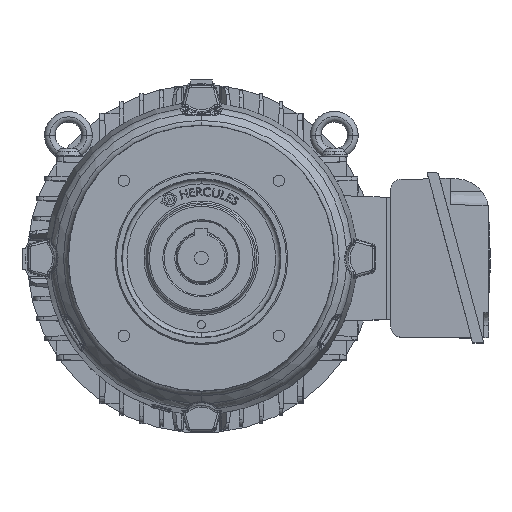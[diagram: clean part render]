
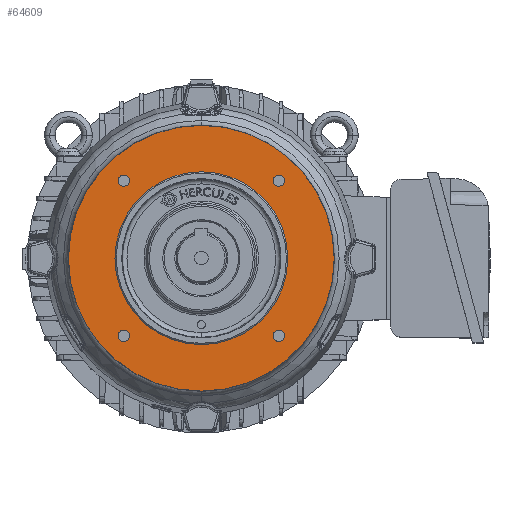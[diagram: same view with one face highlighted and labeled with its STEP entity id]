
A CAD part, top view. The second image highlights one B-rep face of the part: STEP entity #64609.
In plain terms, the highlighted planar face has unit normal (0, 0, 1).
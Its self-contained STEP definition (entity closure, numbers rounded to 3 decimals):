
#372 = AXIS2_PLACEMENT_3D ( 'NONE', #41187, #54868, #21938 ) ;
#709 = CIRCLE ( 'NONE', #6119, 4.25 ) ;
#1008 = ORIENTED_EDGE ( 'NONE', *, *, #72229, .F. ) ;
#1009 = ORIENTED_EDGE ( 'NONE', *, *, #37321, .F. ) ;
#1396 = VERTEX_POINT ( 'NONE', #8672 ) ;
#2462 = EDGE_CURVE ( 'NONE', #74125, #81083, #55033, .T. ) ;
#2501 = VERTEX_POINT ( 'NONE', #73278 ) ;
#3874 = VERTEX_POINT ( 'NONE', #14156 ) ;
#4614 = CARTESIAN_POINT ( 'NONE',  ( 58.336, 58.336, 62.5 ) ) ;
#5526 = ORIENTED_EDGE ( 'NONE', *, *, #2462, .F. ) ;
#6119 = AXIS2_PLACEMENT_3D ( 'NONE', #4614, #24284, #49931 ) ;
#6322 = DIRECTION ( 'NONE',  ( 1., 0., 0. ) ) ;
#6540 = CARTESIAN_POINT ( 'NONE',  ( 0., 0., 62.5 ) ) ;
#6571 = AXIS2_PLACEMENT_3D ( 'NONE', #30730, #43512, #30299 ) ;
#8390 = CIRCLE ( 'NONE', #11141, 4.25 ) ;
#8672 = CARTESIAN_POINT ( 'NONE',  ( 0., -99.97, 62.5 ) ) ;
#9508 = DIRECTION ( 'NONE',  ( 1., 0., 0. ) ) ;
#9577 = ORIENTED_EDGE ( 'NONE', *, *, #72179, .F. ) ;
#11141 = AXIS2_PLACEMENT_3D ( 'NONE', #44841, #32888, #71829 ) ;
#11688 = ORIENTED_EDGE ( 'NONE', *, *, #18874, .F. ) ;
#13650 = DIRECTION ( 'NONE',  ( 0., 0., 1. ) ) ;
#14156 = CARTESIAN_POINT ( 'NONE',  ( 62.586, -58.336, 62.5 ) ) ;
#14184 = DIRECTION ( 'NONE',  ( 1., 0., 0. ) ) ;
#14712 = VERTEX_POINT ( 'NONE', #53429 ) ;
#14732 = CIRCLE ( 'NONE', #66611, 4.25 ) ;
#17519 = DIRECTION ( 'NONE',  ( 0., 0., 1. ) ) ;
#17751 = CARTESIAN_POINT ( 'NONE',  ( 54.086, -58.336, 62.5 ) ) ;
#17955 = EDGE_LOOP ( 'NONE', ( #81571, #11688 ) ) ;
#18609 = EDGE_CURVE ( 'NONE', #81083, #74125, #59992, .T. ) ;
#18874 = EDGE_CURVE ( 'NONE', #59153, #1396, #53150, .T. ) ;
#19311 = EDGE_LOOP ( 'NONE', ( #36609, #5526 ) ) ;
#19381 = DIRECTION ( 'NONE',  ( 0., 0., 1. ) ) ;
#19585 = DIRECTION ( 'NONE',  ( 0., 0., 1. ) ) ;
#20259 = DIRECTION ( 'NONE',  ( 1., 0., 0. ) ) ;
#21037 = CIRCLE ( 'NONE', #56489, 4.25 ) ;
#21247 = EDGE_LOOP ( 'NONE', ( #42414, #78375 ) ) ;
#21938 = DIRECTION ( 'NONE',  ( -1., 0., 0. ) ) ;
#21952 = CARTESIAN_POINT ( 'NONE',  ( 62.586, 58.336, 62.5 ) ) ;
#22350 = CARTESIAN_POINT ( 'NONE',  ( -58.336, -58.336, 62.5 ) ) ;
#24284 = DIRECTION ( 'NONE',  ( 0., 0., 1. ) ) ;
#25495 = VERTEX_POINT ( 'NONE', #17751 ) ;
#25644 = EDGE_CURVE ( 'NONE', #1396, #59153, #76879, .T. ) ;
#25696 = CIRCLE ( 'NONE', #6571, 4.25 ) ;
#27533 = DIRECTION ( 'NONE',  ( 0., 0., 1. ) ) ;
#27915 = CARTESIAN_POINT ( 'NONE',  ( -62.586, 58.336, 62.5 ) ) ;
#28618 = ORIENTED_EDGE ( 'NONE', *, *, #71364, .F. ) ;
#30299 = DIRECTION ( 'NONE',  ( 1., 0., 0. ) ) ;
#30369 = EDGE_CURVE ( 'NONE', #3874, #25495, #25696, .T. ) ;
#30730 = CARTESIAN_POINT ( 'NONE',  ( 58.336, -58.336, 62.5 ) ) ;
#32392 = VERTEX_POINT ( 'NONE', #56849 ) ;
#32888 = DIRECTION ( 'NONE',  ( 0., 0., 1. ) ) ;
#33569 = CARTESIAN_POINT ( 'NONE',  ( 65., 0., 62.5 ) ) ;
#34582 = DIRECTION ( 'NONE',  ( 1., 0., 0. ) ) ;
#35423 = CARTESIAN_POINT ( 'NONE',  ( 0., 0., 62.5 ) ) ;
#36609 = ORIENTED_EDGE ( 'NONE', *, *, #18609, .F. ) ;
#36678 = FACE_BOUND ( 'NONE', #61573, .T. ) ;
#37321 = EDGE_CURVE ( 'NONE', #2501, #14712, #8390, .T. ) ;
#37622 = ORIENTED_EDGE ( 'NONE', *, *, #30369, .F. ) ;
#38885 = DIRECTION ( 'NONE',  ( 1., 0., 0. ) ) ;
#39050 = DIRECTION ( 'NONE',  ( 1., 0., 0. ) ) ;
#40155 = AXIS2_PLACEMENT_3D ( 'NONE', #78902, #27533, #20259 ) ;
#41187 = CARTESIAN_POINT ( 'NONE',  ( 0., 0., 62.5 ) ) ;
#41589 = DIRECTION ( 'NONE',  ( 0., 0., 1. ) ) ;
#42275 = AXIS2_PLACEMENT_3D ( 'NONE', #35423, #61460, #76050 ) ;
#42414 = ORIENTED_EDGE ( 'NONE', *, *, #55273, .F. ) ;
#43155 = CARTESIAN_POINT ( 'NONE',  ( 0., 0., 62.5 ) ) ;
#43319 = ORIENTED_EDGE ( 'NONE', *, *, #71515, .F. ) ;
#43512 = DIRECTION ( 'NONE',  ( 0., 0., 1. ) ) ;
#44841 = CARTESIAN_POINT ( 'NONE',  ( -58.336, -58.336, 62.5 ) ) ;
#46893 = CARTESIAN_POINT ( 'NONE',  ( 54.086, 58.336, 62.5 ) ) ;
#48709 = VERTEX_POINT ( 'NONE', #27915 ) ;
#49919 = FACE_BOUND ( 'NONE', #19311, .T. ) ;
#49931 = DIRECTION ( 'NONE',  ( 1., 0., 0. ) ) ;
#50072 = EDGE_LOOP ( 'NONE', ( #1009, #1008 ) ) ;
#50956 = AXIS2_PLACEMENT_3D ( 'NONE', #71842, #13650, #34582 ) ;
#51811 = AXIS2_PLACEMENT_3D ( 'NONE', #71092, #78801, #14184 ) ;
#53150 = CIRCLE ( 'NONE', #76453, 99.97 ) ;
#53429 = CARTESIAN_POINT ( 'NONE',  ( -62.586, -58.336, 62.5 ) ) ;
#53771 = CIRCLE ( 'NONE', #40155, 4.25 ) ;
#54868 = DIRECTION ( 'NONE',  ( 0., 0., -1. ) ) ;
#55033 = CIRCLE ( 'NONE', #57778, 65. ) ;
#55273 = EDGE_CURVE ( 'NONE', #65933, #80760, #709, .T. ) ;
#55492 = FACE_BOUND ( 'NONE', #50072, .T. ) ;
#56418 = CARTESIAN_POINT ( 'NONE',  ( -58.336, 58.336, 62.5 ) ) ;
#56489 = AXIS2_PLACEMENT_3D ( 'NONE', #22350, #41589, #9508 ) ;
#56688 = CARTESIAN_POINT ( 'NONE',  ( 0., 99.97, 62.5 ) ) ;
#56849 = CARTESIAN_POINT ( 'NONE',  ( -54.086, 58.336, 62.5 ) ) ;
#57778 = AXIS2_PLACEMENT_3D ( 'NONE', #6540, #19381, #39050 ) ;
#58488 = CARTESIAN_POINT ( 'NONE',  ( 58.336, 58.336, 62.5 ) ) ;
#59153 = VERTEX_POINT ( 'NONE', #56688 ) ;
#59992 = CIRCLE ( 'NONE', #51811, 65. ) ;
#61460 = DIRECTION ( 'NONE',  ( 0., 0., -1. ) ) ;
#61573 = EDGE_LOOP ( 'NONE', ( #28618, #9577 ) ) ;
#62316 = PLANE ( 'NONE',  #42275 ) ;
#62731 = FACE_BOUND ( 'NONE', #83874, .T. ) ;
#62823 = DIRECTION ( 'NONE',  ( 0., 0., -1. ) ) ;
#64609 = ADVANCED_FACE ( 'NONE', ( #75621, #36678, #55492, #62731, #49919, #68747 ), #62316, .F. ) ;
#65933 = VERTEX_POINT ( 'NONE', #21952 ) ;
#66611 = AXIS2_PLACEMENT_3D ( 'NONE', #58488, #19585, #6322 ) ;
#68747 = FACE_OUTER_BOUND ( 'NONE', #17955, .T. ) ;
#70090 = CARTESIAN_POINT ( 'NONE',  ( -65., 0., 62.5 ) ) ;
#71092 = CARTESIAN_POINT ( 'NONE',  ( 0., 0., 62.5 ) ) ;
#71364 = EDGE_CURVE ( 'NONE', #32392, #48709, #72842, .T. ) ;
#71515 = EDGE_CURVE ( 'NONE', #25495, #3874, #82395, .T. ) ;
#71829 = DIRECTION ( 'NONE',  ( 1., 0., 0. ) ) ;
#71842 = CARTESIAN_POINT ( 'NONE',  ( 58.336, -58.336, 62.5 ) ) ;
#72179 = EDGE_CURVE ( 'NONE', #48709, #32392, #53771, .T. ) ;
#72229 = EDGE_CURVE ( 'NONE', #14712, #2501, #21037, .T. ) ;
#72842 = CIRCLE ( 'NONE', #78314, 4.25 ) ;
#73278 = CARTESIAN_POINT ( 'NONE',  ( -54.086, -58.336, 62.5 ) ) ;
#74125 = VERTEX_POINT ( 'NONE', #70090 ) ;
#75621 = FACE_BOUND ( 'NONE', #21247, .T. ) ;
#76050 = DIRECTION ( 'NONE',  ( -1., 0., 0. ) ) ;
#76453 = AXIS2_PLACEMENT_3D ( 'NONE', #43155, #62823, #81738 ) ;
#76879 = CIRCLE ( 'NONE', #372, 99.97 ) ;
#78314 = AXIS2_PLACEMENT_3D ( 'NONE', #56418, #17519, #38885 ) ;
#78375 = ORIENTED_EDGE ( 'NONE', *, *, #78404, .F. ) ;
#78404 = EDGE_CURVE ( 'NONE', #80760, #65933, #14732, .T. ) ;
#78801 = DIRECTION ( 'NONE',  ( 0., 0., 1. ) ) ;
#78902 = CARTESIAN_POINT ( 'NONE',  ( -58.336, 58.336, 62.5 ) ) ;
#80760 = VERTEX_POINT ( 'NONE', #46893 ) ;
#81083 = VERTEX_POINT ( 'NONE', #33569 ) ;
#81571 = ORIENTED_EDGE ( 'NONE', *, *, #25644, .F. ) ;
#81738 = DIRECTION ( 'NONE',  ( -1., 0., 0. ) ) ;
#82395 = CIRCLE ( 'NONE', #50956, 4.25 ) ;
#83874 = EDGE_LOOP ( 'NONE', ( #37622, #43319 ) ) ;
